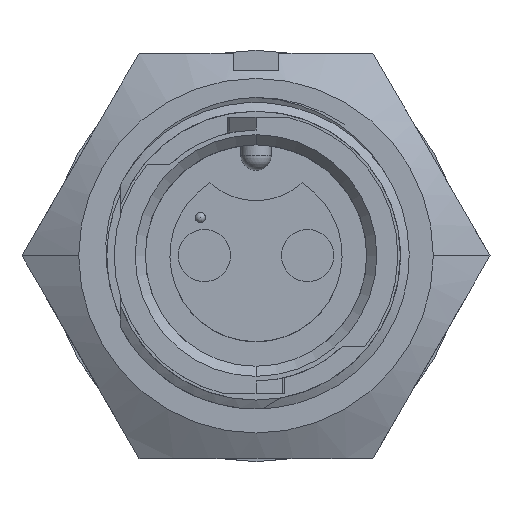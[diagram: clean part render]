
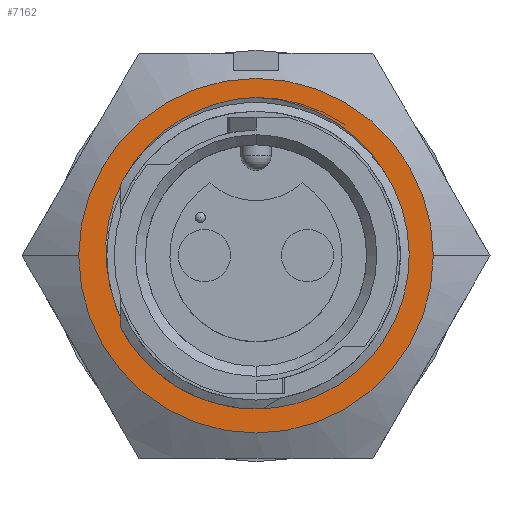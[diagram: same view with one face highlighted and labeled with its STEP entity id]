
A CAD part, top view. The second image highlights one B-rep face of the part: STEP entity #7162.
In plain terms, the highlighted planar face has unit normal (0, 0, 1).
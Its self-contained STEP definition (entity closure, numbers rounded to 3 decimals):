
#24 = VERTEX_POINT ( 'NONE', #8493 ) ;
#31 = CIRCLE ( 'NONE', #2406, 8.89 ) ;
#74 = ORIENTED_EDGE ( 'NONE', *, *, #5009, .T. ) ;
#182 = CARTESIAN_POINT ( 'NONE',  ( 0., 0., -6.233 ) ) ;
#301 = FACE_BOUND ( 'NONE', #5420, .T. ) ;
#306 = DIRECTION ( 'NONE',  ( 1., 0., 0. ) ) ;
#426 = CARTESIAN_POINT ( 'NONE',  ( 7.334, -1.47, -6.233 ) ) ;
#504 = CARTESIAN_POINT ( 'NONE',  ( 0., 0., -6.233 ) ) ;
#596 = CARTESIAN_POINT ( 'NONE',  ( 7.537, 0.781, -6.233 ) ) ;
#645 = CARTESIAN_POINT ( 'NONE',  ( -2.248, 7.557, -6.233 ) ) ;
#650 = CARTESIAN_POINT ( 'NONE',  ( 0.286, 7.929, -6.233 ) ) ;
#753 = CARTESIAN_POINT ( 'NONE',  ( -7.225, 2.475, -6.233 ) ) ;
#839 = EDGE_CURVE ( 'NONE', #9242, #6752, #3316, .T. ) ;
#977 = CARTESIAN_POINT ( 'NONE',  ( 0., 0., -6.233 ) ) ;
#1273 = VERTEX_POINT ( 'NONE', #7272 ) ;
#1346 = CARTESIAN_POINT ( 'NONE',  ( 7.047, 2.994, -6.233 ) ) ;
#1451 = CARTESIAN_POINT ( 'NONE',  ( -7.536, 0.794, -6.233 ) ) ;
#1503 = CARTESIAN_POINT ( 'NONE',  ( -5.552, 5.41, -6.233 ) ) ;
#1556 = CARTESIAN_POINT ( 'NONE',  ( -6.251, 4.521, -6.233 ) ) ;
#1752 = EDGE_CURVE ( 'NONE', #9242, #24, #3335, .T. ) ;
#1837 = DIRECTION ( 'NONE',  ( -1., 0., 0. ) ) ;
#2004 = CARTESIAN_POINT ( 'NONE',  ( 4.269, 6.536, -6.233 ) ) ;
#2005 = PLANE ( 'NONE',  #3651 ) ;
#2406 = AXIS2_PLACEMENT_3D ( 'NONE', #977, #6744, #1837 ) ;
#2978 = ORIENTED_EDGE ( 'NONE', *, *, #839, .F. ) ;
#3048 = CARTESIAN_POINT ( 'NONE',  ( -7.04, 3.009, -6.233 ) ) ;
#3211 = CARTESIAN_POINT ( 'NONE',  ( -7.475, 1.358, -6.233 ) ) ;
#3273 = EDGE_LOOP ( 'NONE', ( #10529, #9729 ) ) ;
#3316 = CIRCLE ( 'NONE', #4333, 7.48 ) ;
#3335 = B_SPLINE_CURVE_WITH_KNOTS ( 'NONE', 3,
 ( #3690, #6943, #7047, #10330, #7948, #1451, #3211, #753, #3048, #4013, #1556, #1503, #7844, #4694, #9475, #5444, #645, #7102, #3898, #9527 ),
 .UNSPECIFIED., .F., .F.,
 ( 4, 2, 2, 2, 2, 2, 2, 2, 2, 4 ),
 ( 0., 0.001, 0.002, 0.003, 0.005, 0.007, 0.009, 0.01, 0.012, 0.014 ),
 .UNSPECIFIED. ) ;
#3551 = CARTESIAN_POINT ( 'NONE',  ( -5.866, -10.16, -6.233 ) ) ;
#3603 = DIRECTION ( 'NONE',  ( -1., 0., 0. ) ) ;
#3651 = AXIS2_PLACEMENT_3D ( 'NONE', #3551, #4351, #3603 ) ;
#3690 = CARTESIAN_POINT ( 'NONE',  ( -7.334, -1.47, -6.233 ) ) ;
#3898 = CARTESIAN_POINT ( 'NONE',  ( -0.572, 7.92, -6.233 ) ) ;
#3903 = CARTESIAN_POINT ( 'NONE',  ( 2.774, 7.36, -6.233 ) ) ;
#3959 = CARTESIAN_POINT ( 'NONE',  ( 1.136, 7.824, -6.233 ) ) ;
#4013 = CARTESIAN_POINT ( 'NONE',  ( -6.555, 4.03, -6.233 ) ) ;
#4333 = AXIS2_PLACEMENT_3D ( 'NONE', #504, #9349, #306 ) ;
#4337 = DIRECTION ( 'NONE',  ( 0., 0., -1. ) ) ;
#4351 = DIRECTION ( 'NONE',  ( 0., 0., -1. ) ) ;
#4644 = CARTESIAN_POINT ( 'NONE',  ( 7.334, -1.47, -6.233 ) ) ;
#4694 = CARTESIAN_POINT ( 'NONE',  ( -4.27, 6.536, -6.233 ) ) ;
#4977 = DIRECTION ( 'NONE',  ( -1., 0., 0. ) ) ;
#5009 = EDGE_CURVE ( 'NONE', #24, #6752, #7833, .T. ) ;
#5256 = CARTESIAN_POINT ( 'NONE',  ( 5.55, 5.413, -6.233 ) ) ;
#5420 = EDGE_LOOP ( 'NONE', ( #8321, #74, #2978 ) ) ;
#5444 = CARTESIAN_POINT ( 'NONE',  ( -2.787, 7.354, -6.233 ) ) ;
#6057 = CARTESIAN_POINT ( 'NONE',  ( 0., 7.938, -6.233 ) ) ;
#6300 = CARTESIAN_POINT ( 'NONE',  ( 0.57, 7.904, -6.233 ) ) ;
#6626 = VERTEX_POINT ( 'NONE', #8965 ) ;
#6645 = EDGE_CURVE ( 'NONE', #6626, #1273, #31, .T. ) ;
#6648 = FACE_OUTER_BOUND ( 'NONE', #3273, .T. ) ;
#6708 = EDGE_CURVE ( 'NONE', #1273, #6626, #10215, .T. ) ;
#6744 = DIRECTION ( 'NONE',  ( 0., 0., -1. ) ) ;
#6752 = VERTEX_POINT ( 'NONE', #426 ) ;
#6943 = CARTESIAN_POINT ( 'NONE',  ( -7.4, -1.192, -6.233 ) ) ;
#7047 = CARTESIAN_POINT ( 'NONE',  ( -7.45, -0.91, -6.233 ) ) ;
#7102 = CARTESIAN_POINT ( 'NONE',  ( -1.142, 7.839, -6.233 ) ) ;
#7107 = CARTESIAN_POINT ( 'NONE',  ( 2.242, 7.558, -6.233 ) ) ;
#7158 = CARTESIAN_POINT ( 'NONE',  ( 3.795, 6.845, -6.233 ) ) ;
#7162 = ADVANCED_FACE ( 'NONE', ( #301, #6648 ), #2005, .F. ) ;
#7211 = CARTESIAN_POINT ( 'NONE',  ( 7.532, -0.351, -6.233 ) ) ;
#7272 = CARTESIAN_POINT ( 'NONE',  ( 8.89, 0., -6.233 ) ) ;
#7653 = CARTESIAN_POINT ( 'NONE',  ( 7.466, -0.913, -6.233 ) ) ;
#7833 = B_SPLINE_CURVE_WITH_KNOTS ( 'NONE', 3,
 ( #6057, #650, #6300, #3959, #8742, #7107, #3903, #7158, #2004, #9289, #5256, #10335, #8640, #1346, #9592, #8794, #596, #7211, #7653, #4644 ),
 .UNSPECIFIED., .F., .F.,
 ( 4, 2, 2, 2, 2, 2, 2, 2, 2, 4 ),
 ( 0., 0.001, 0.002, 0.003, 0.005, 0.007, 0.009, 0.01, 0.012, 0.014 ),
 .UNSPECIFIED. ) ;
#7844 = CARTESIAN_POINT ( 'NONE',  ( -5.156, 5.813, -6.233 ) ) ;
#7948 = CARTESIAN_POINT ( 'NONE',  ( -7.534, -0.057, -6.233 ) ) ;
#8321 = ORIENTED_EDGE ( 'NONE', *, *, #1752, .T. ) ;
#8493 = CARTESIAN_POINT ( 'NONE',  ( 0., 7.938, -6.233 ) ) ;
#8640 = CARTESIAN_POINT ( 'NONE',  ( 6.557, 4.028, -6.233 ) ) ;
#8742 = CARTESIAN_POINT ( 'NONE',  ( 1.417, 7.769, -6.233 ) ) ;
#8794 = CARTESIAN_POINT ( 'NONE',  ( 7.475, 1.355, -6.233 ) ) ;
#8965 = CARTESIAN_POINT ( 'NONE',  ( -8.89, 0., -6.233 ) ) ;
#9242 = VERTEX_POINT ( 'NONE', #10410 ) ;
#9289 = CARTESIAN_POINT ( 'NONE',  ( 5.145, 5.822, -6.233 ) ) ;
#9349 = DIRECTION ( 'NONE',  ( 0., 0., 1. ) ) ;
#9475 = CARTESIAN_POINT ( 'NONE',  ( -3.795, 6.844, -6.233 ) ) ;
#9527 = CARTESIAN_POINT ( 'NONE',  ( 0., 7.938, -6.233 ) ) ;
#9592 = CARTESIAN_POINT ( 'NONE',  ( 7.23, 2.457, -6.233 ) ) ;
#9717 = AXIS2_PLACEMENT_3D ( 'NONE', #182, #4337, #4977 ) ;
#9729 = ORIENTED_EDGE ( 'NONE', *, *, #6708, .F. ) ;
#10215 = CIRCLE ( 'NONE', #9717, 8.89 ) ;
#10330 = CARTESIAN_POINT ( 'NONE',  ( -7.517, -0.343, -6.233 ) ) ;
#10335 = CARTESIAN_POINT ( 'NONE',  ( 6.255, 4.516, -6.233 ) ) ;
#10410 = CARTESIAN_POINT ( 'NONE',  ( -7.334, -1.47, -6.233 ) ) ;
#10529 = ORIENTED_EDGE ( 'NONE', *, *, #6645, .F. ) ;
